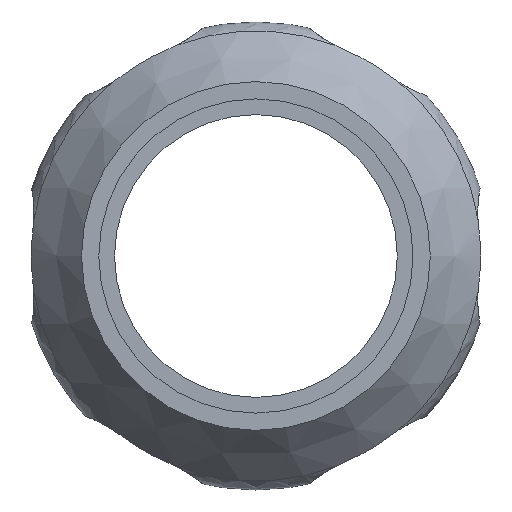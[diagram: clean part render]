
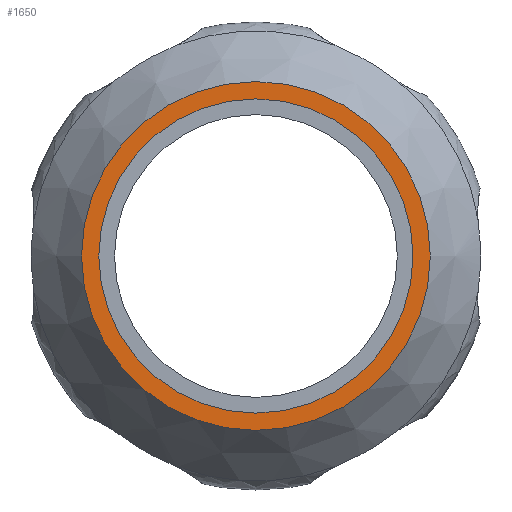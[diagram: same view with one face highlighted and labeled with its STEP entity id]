
A CAD part, left-side view. The second image highlights one B-rep face of the part: STEP entity #1650.
In plain terms, the highlighted planar face has unit normal (-1, 0, 0).
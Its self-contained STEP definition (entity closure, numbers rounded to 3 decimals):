
#240=FACE_BOUND('',#393,.T.);
#248=PLANE('',#1810);
#294=FACE_OUTER_BOUND('',#392,.T.);
#392=EDGE_LOOP('',(#1260));
#393=EDGE_LOOP('',(#1261));
#543=CIRCLE('',#1733,10.);
#585=CIRCLE('',#1811,11.1);
#651=VERTEX_POINT('',#2387);
#716=VERTEX_POINT('',#2864);
#818=EDGE_CURVE('',#651,#651,#543,.T.);
#914=EDGE_CURVE('',#716,#716,#585,.T.);
#1260=ORIENTED_EDGE('',*,*,#914,.F.);
#1261=ORIENTED_EDGE('',*,*,#818,.T.);
#1650=ADVANCED_FACE('',(#294,#240),#248,.T.);
#1733=AXIS2_PLACEMENT_3D('',#2388,#1941,#1942);
#1810=AXIS2_PLACEMENT_3D('',#2863,#2113,#2114);
#1811=AXIS2_PLACEMENT_3D('',#2865,#2115,#2116);
#1941=DIRECTION('center_axis',(1.,0.,0.));
#1942=DIRECTION('ref_axis',(0.,0.,
-1.));
#2113=DIRECTION('center_axis',(-1.,0.,0.));
#2114=DIRECTION('ref_axis',(0.,0.,
1.));
#2115=DIRECTION('center_axis',(1.,0.,0.));
#2116=DIRECTION('ref_axis',(0.,0.,
-1.));
#2387=CARTESIAN_POINT('',(-23.75,0.,10.));
#2388=CARTESIAN_POINT('Origin',(-23.75,0.,0.));
#2863=CARTESIAN_POINT('Origin',(-23.75,11.1,0.));
#2864=CARTESIAN_POINT('',(-23.75,-11.1,0.));
#2865=CARTESIAN_POINT('Origin',(-23.75,0.,0.));
